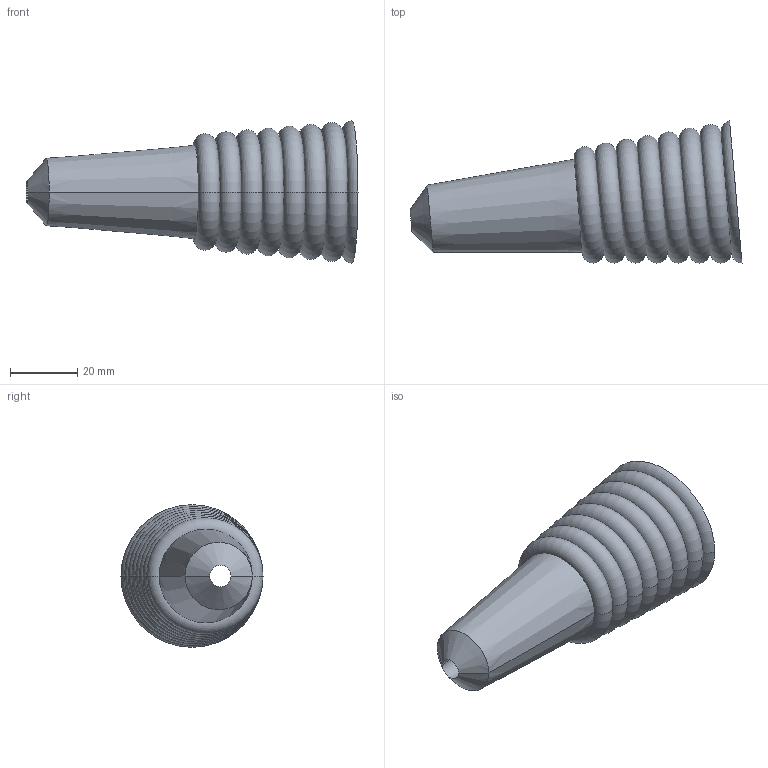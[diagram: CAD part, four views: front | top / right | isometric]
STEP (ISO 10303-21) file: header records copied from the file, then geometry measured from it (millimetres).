
FILE_DESCRIPTION (( 'STEP AP214' ), '1' );
FILE_NAME ('funnel1_printable1.STEP', '2023-09-28T22:47:17', ( '' ), ( '' ), 'SwSTEP 2.0', 'SolidWorks 2023', '' );
FILE_SCHEMA (( 'AUTOMOTIVE_DESIGN' ));
Length unit declared in the file: inch
Products named in the file (1): funnel1_printable1
Bounding box: 98.92 x 42.31 x 42.47 mm (x, y, z)
Volume: 53291.5 mm3; surface area: 17721.8 mm2
Topology: 1 solids, 1 shells, 23 faces, 46 edges, 24 vertices
Faces by surface type: torus 16, cone 6, plane 1
Entity records: 631 total; most frequent: DIRECTION 134, CARTESIAN_POINT 94, ORIENTED_EDGE 92, AXIS2_PLACEMENT_3D 64, EDGE_CURVE 46, CIRCLE 40, EDGE_LOOP 24, VERTEX_POINT 24
